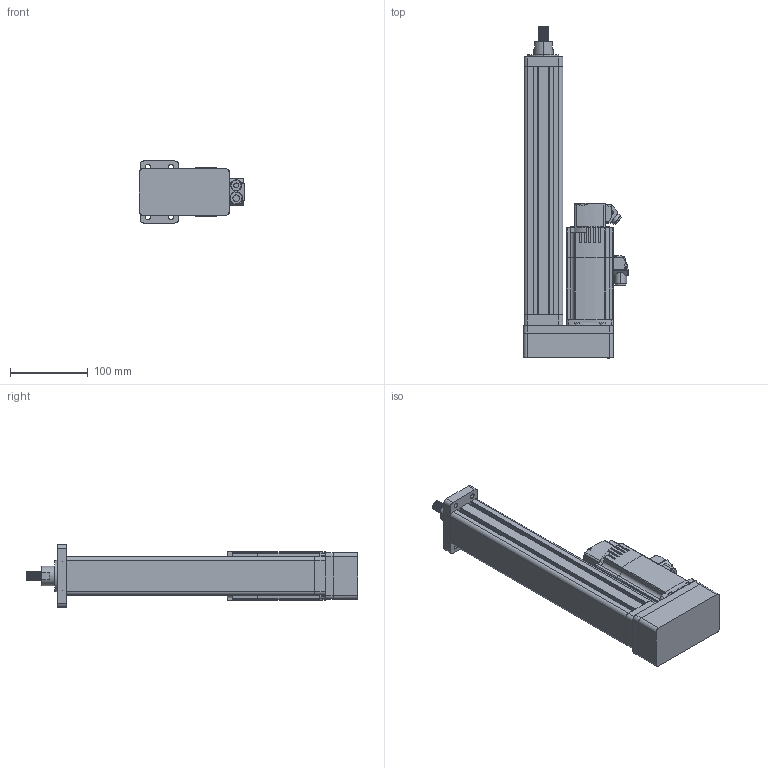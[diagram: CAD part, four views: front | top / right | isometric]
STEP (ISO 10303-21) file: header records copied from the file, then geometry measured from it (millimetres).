
FILE_DESCRIPTION (( 'STEP AP203' ), '1' );
FILE_NAME ('240927-YHD-50缸折叠250行程装配体.STEP', '2024-09-27T05:39:27', ( '微软用户' ), ( '微软中国' ), 'SwSTEP 2.0', 'SolidWorks 2022', '' );
FILE_SCHEMA (( 'CONFIG_CONTROL_DESIGN' ));
Length unit declared in the file: millimetre
Products named in the file (3): 50缸行程250折叠前法兰安装; 240927-YHD-50缸折叠250行程装配体; 1FL6034-2AF21-1AB1_3D_低惯量带刹车0.4KW
Assembly tree (2 placements, depth 2):
  240927-YHD-50缸折叠250行程装配体
    50缸行程250折叠前法兰安装
    1FL6034-2AF21-1AB1_3D_低惯量带刹车0.4KW
Bounding box: 136 x 428 x 80 mm (x, y, z)
Volume: 1138464.9 mm3; surface area: 262413.4 mm2
Topology: 9 solids, 14 shells, 950 faces, 2517 edges, 1657 vertices
Faces by surface type: plane 539, cylinder 346, torus 36, sphere 18, cone 8, bspline 3
Entity records: 33789 total; most frequent: CARTESIAN_POINT 9582, ORIENTED_EDGE 5034, DIRECTION 4978, EDGE_CURVE 2517, AXIS2_PLACEMENT_3D 1704, VERTEX_POINT 1657, VECTOR 1570, LINE 1570
